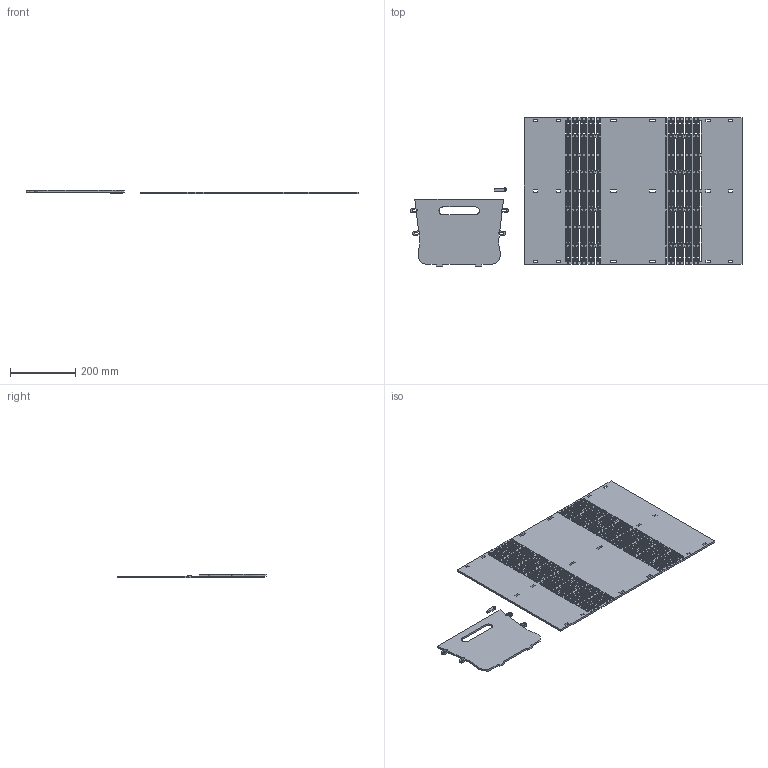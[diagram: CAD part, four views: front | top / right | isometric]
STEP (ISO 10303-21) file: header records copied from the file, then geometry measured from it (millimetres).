
FILE_DESCRIPTION(/* description */ (''),/* implementation_level */ '2;1');
FILE_NAME(/* name */ 'plywood_box v5.step',/* time_stamp */ '2019-10-15T12:40:30-04:00',/* author */ (''),/* organization */ (''),/* preprocessor_version */ 'ST-DEVELOPER v18',/* originating_system */ 'Autodesk Translation Framework v8.6.0.1094',/* authorisation */ '');
FILE_SCHEMA (('AUTOMOTIVE_DESIGN { 1 0 10303 214 3 1 1 }'));
Length unit declared in the file: millimetre
Products named in the file (1): plywood_box
Bounding box: 1019.09 x 456 x 12 mm (x, y, z)
Volume: 1810152.9 mm3; surface area: 792324.6 mm2
Topology: 3 solids, 3 shells, 725 faces, 2157 edges, 1438 vertices
Faces by surface type: plane 453, cylinder 272
Full cylindrical faces by diameter (mm): 4.725 x1
Entity records: 24917 total; most frequent: CARTESIAN_POINT 4321, ORIENTED_EDGE 4314, DIRECTION 4153, EDGE_CURVE 2157, LINE 1613, VECTOR 1613, VERTEX_POINT 1438, AXIS2_PLACEMENT_3D 1270
